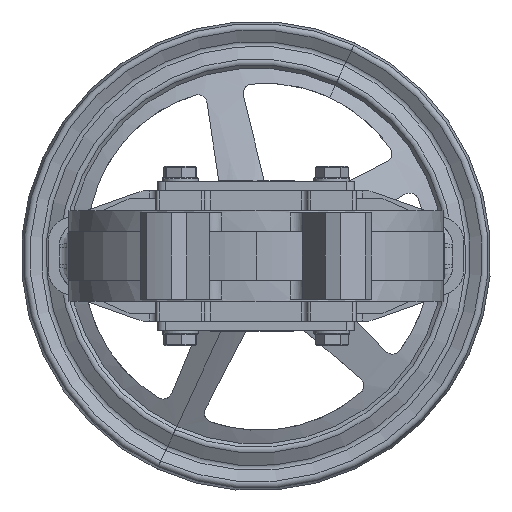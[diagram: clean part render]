
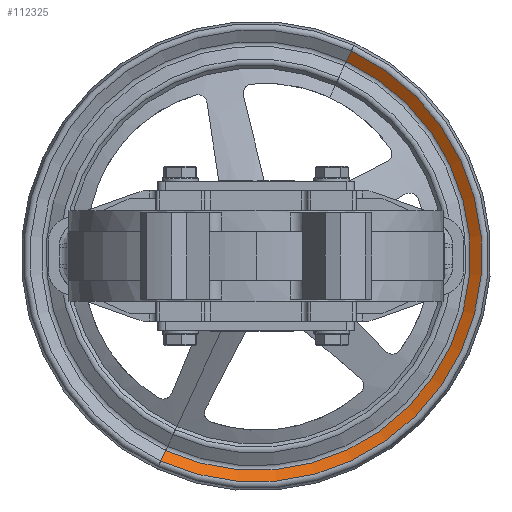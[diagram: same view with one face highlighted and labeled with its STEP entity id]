
A CAD part, front view. The second image highlights one B-rep face of the part: STEP entity #112325.
In plain terms, the highlighted conical face has half-angle 59.744 degrees and reference radius 141.489 mm.
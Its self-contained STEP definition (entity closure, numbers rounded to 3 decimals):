
#3395 = VERTEX_POINT ( 'NONE', #81162 ) ;
#3477 = CIRCLE ( 'NONE', #115313, 149.118 ) ;
#3943 = ORIENTED_EDGE ( 'NONE', *, *, #106609, .F. ) ;
#9849 = ORIENTED_EDGE ( 'NONE', *, *, #116451, .T. ) ;
#10187 = DIRECTION ( 'NONE',  ( 0., -1., 0. ) ) ;
#15329 = CARTESIAN_POINT ( 'NONE',  ( 0., 578.765, 0. ) ) ;
#16665 = AXIS2_PLACEMENT_3D ( 'NONE', #15329, #98025, #53451 ) ;
#21901 = CARTESIAN_POINT ( 'NONE',  ( 62.796, 574.315, 135.251 ) ) ;
#24463 = VERTEX_POINT ( 'NONE', #31529 ) ;
#25828 = VECTOR ( 'NONE', #121548, 1000. ) ;
#27717 = LINE ( 'NONE', #123385, #25828 ) ;
#31529 = CARTESIAN_POINT ( 'NONE',  ( 59.584, 578.765, 128.332 ) ) ;
#32594 = EDGE_LOOP ( 'NONE', ( #60118, #9849, #120660, #3943 ) ) ;
#33028 = DIRECTION ( 'NONE',  ( 0., -1., 0. ) ) ;
#46704 = DIRECTION ( 'NONE',  ( 0.364, -0.504, 0.783 ) ) ;
#47677 = CARTESIAN_POINT ( 'NONE',  ( 0., 574.315, 0. ) ) ;
#52176 = EDGE_CURVE ( 'NONE', #3395, #75755, #3477, .T. ) ;
#53451 = DIRECTION ( 'NONE',  ( 0.421, 0., 0.907 ) ) ;
#60118 = ORIENTED_EDGE ( 'NONE', *, *, #78858, .F. ) ;
#71148 = DIRECTION ( 'NONE',  ( 0.421, 0., 0.907 ) ) ;
#75246 = DIRECTION ( 'NONE',  ( 0.421, 0., 0.907 ) ) ;
#75496 = VERTEX_POINT ( 'NONE', #108338 ) ;
#75656 = CONICAL_SURFACE ( 'NONE', #87667, 141.489, 1.043 ) ;
#75755 = VERTEX_POINT ( 'NONE', #21901 ) ;
#78858 = EDGE_CURVE ( 'NONE', #75496, #24463, #82527, .T. ) ;
#80526 = FACE_OUTER_BOUND ( 'NONE', #32594, .T. ) ;
#81162 = CARTESIAN_POINT ( 'NONE',  ( -62.796, 574.315, -135.251 ) ) ;
#82527 = CIRCLE ( 'NONE', #16665, 141.489 ) ;
#83658 = LINE ( 'NONE', #92427, #108840 ) ;
#87667 = AXIS2_PLACEMENT_3D ( 'NONE', #118659, #33028, #71148 ) ;
#92427 = CARTESIAN_POINT ( 'NONE',  ( 59.584, 578.765, 128.332 ) ) ;
#98025 = DIRECTION ( 'NONE',  ( 0., -1., 0. ) ) ;
#106609 = EDGE_CURVE ( 'NONE', #24463, #75755, #83658, .T. ) ;
#108338 = CARTESIAN_POINT ( 'NONE',  ( -59.584, 578.765, -128.332 ) ) ;
#108840 = VECTOR ( 'NONE', #46704, 1000. ) ;
#112325 = ADVANCED_FACE ( 'NONE', ( #80526 ), #75656, .F. ) ;
#115313 = AXIS2_PLACEMENT_3D ( 'NONE', #47677, #10187, #75246 ) ;
#116451 = EDGE_CURVE ( 'NONE', #75496, #3395, #27717, .T. ) ;
#118659 = CARTESIAN_POINT ( 'NONE',  ( 0., 578.765, 0. ) ) ;
#120660 = ORIENTED_EDGE ( 'NONE', *, *, #52176, .T. ) ;
#121548 = DIRECTION ( 'NONE',  ( -0.364, -0.504, -0.783 ) ) ;
#123385 = CARTESIAN_POINT ( 'NONE',  ( -59.584, 578.765, -128.332 ) ) ;
